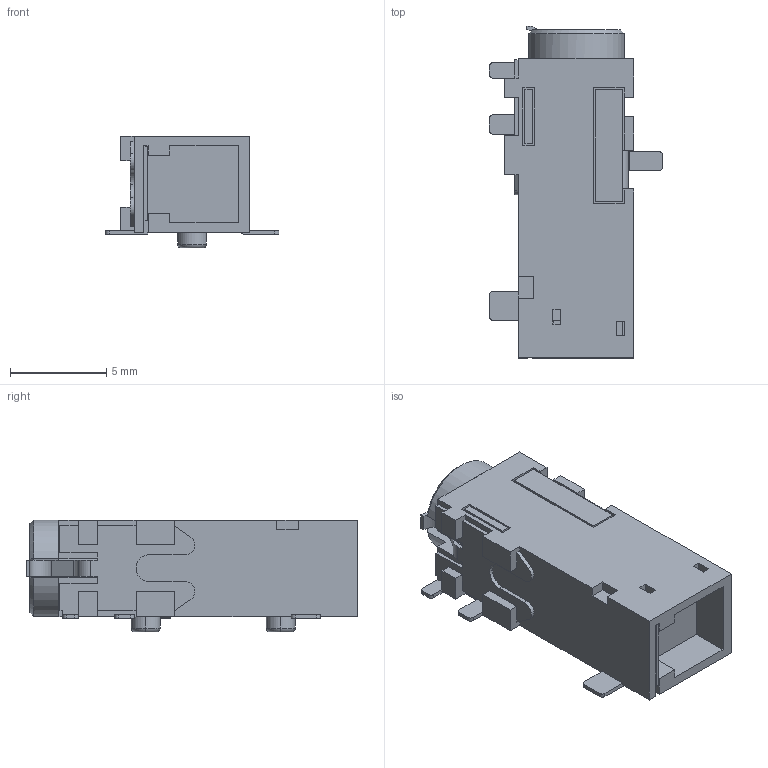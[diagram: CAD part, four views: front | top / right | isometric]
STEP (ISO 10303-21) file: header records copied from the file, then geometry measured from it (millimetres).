
FILE_DESCRIPTION(('FreeCAD Model'),'2;1');
FILE_NAME('Open CASCADE Shape Model','2021-03-22T14:32:24',('Author'),( ''),'Open CASCADE STEP processor 7.4','FreeCAD','Unknown');
FILE_SCHEMA(('AUTOMOTIVE_DESIGN { 1 0 10303 214 1 1 1 1 }'));
Length unit declared in the file: millimetre
Products named in the file (1): CUI_DEVICES_SJ-43514-SMT-TR
Bounding box: 9 x 17.2 x 5.8 mm (x, y, z)
Volume: 446.8 mm3; surface area: 575.9 mm2
Topology: 1 solids, 1 shells, 182 faces, 510 edges, 333 vertices
Faces by surface type: plane 145, cylinder 30, torus 4, cone 3
Entity records: 7036 total; most frequent: CARTESIAN_POINT 1044, ORIENTED_EDGE 1020, DIRECTION 947, EDGE_CURVE 510, LINE 431, VECTOR 431, VERTEX_POINT 333, AXIS2_PLACEMENT_3D 258
